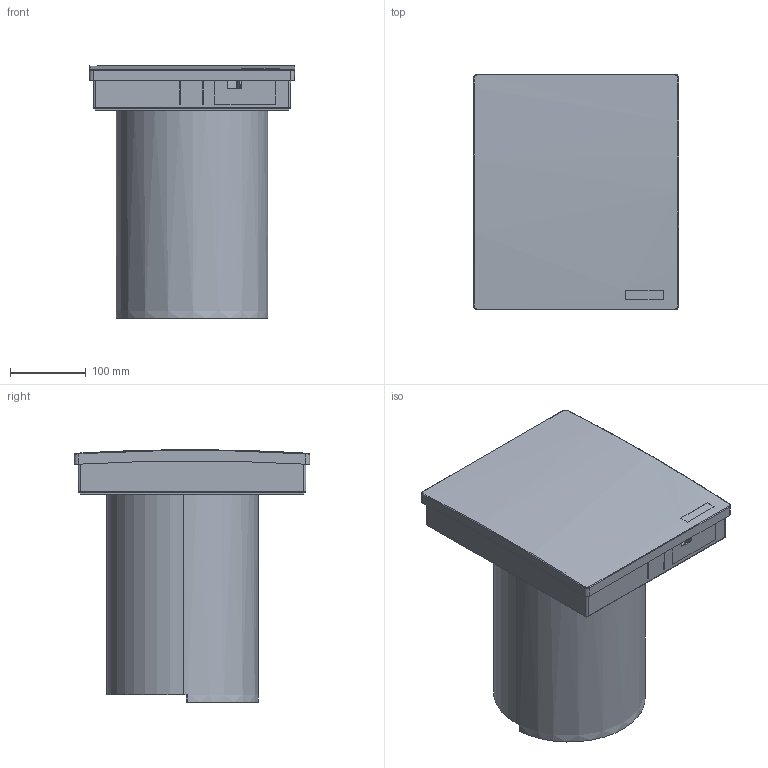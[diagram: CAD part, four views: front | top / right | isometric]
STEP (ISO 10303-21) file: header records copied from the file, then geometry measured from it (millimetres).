
FILE_DESCRIPTION(('FreeCAD Model'),'2;1');
FILE_NAME('PP-60-K-SE.step', '2016-02-15T10:32:09',('Author'),(''), 'Open CASCADE STEP processor 6.8','FreeCAD','Unknown');
FILE_SCHEMA(('AUTOMOTIVE_DESIGN_CC2 { 1 2 10303 214 -1 1 5 4 }'));
Products named in the file (1): PP_60_K_SE
Bounding box: 270 x 310 x 332.29 mm (x, y, z)
Surface area: 895009.5 mm2 (no closed solid volume)
Topology: 0 solids, 1656 shells, 1656 faces, 7916 edges, 7808 vertices
Faces by surface type: revolution 912, plane 415, bspline 329
Entity records: 248092 total; most frequent: CARTESIAN_POINT 135098, DIRECTION 14948, ORIENTED_EDGE 7810, EDGE_CURVE 7810, SURFACE_CURVE 7810, PCURVE 7810, DEFINITIONAL_REPRESENTATION 7810, VERTEX_POINT 7808
